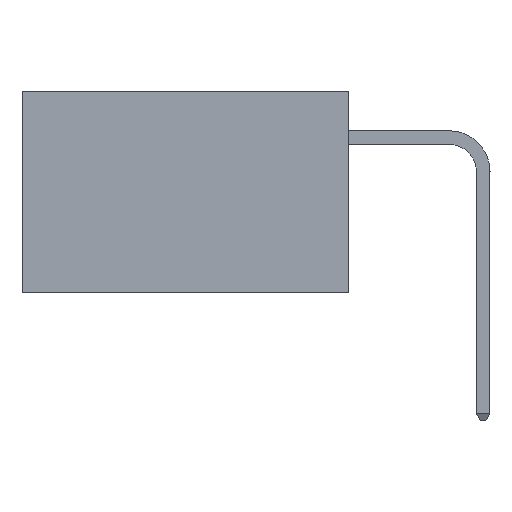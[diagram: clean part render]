
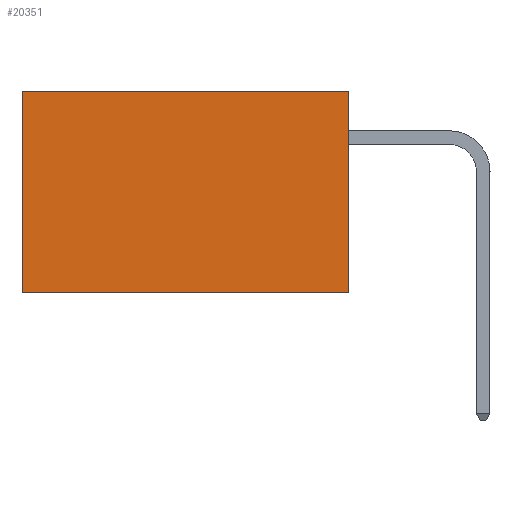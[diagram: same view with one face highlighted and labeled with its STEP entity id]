
A CAD part, left-side view. The second image highlights one B-rep face of the part: STEP entity #20351.
In plain terms, the highlighted planar face has unit normal (-1, 0, 0).
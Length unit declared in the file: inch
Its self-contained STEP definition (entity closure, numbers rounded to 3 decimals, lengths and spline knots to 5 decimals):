
#1544 = VECTOR ( 'NONE', #4482, 39.37008 ) ;
#2091 = PLANE ( 'NONE',  #9887 ) ;
#2261 = LINE ( 'NONE', #29346, #16552 ) ;
#2448 = LINE ( 'NONE', #15897, #1544 ) ;
#2639 = VERTEX_POINT ( 'NONE', #29721 ) ;
#3990 = DIRECTION ( 'NONE',  ( 0., 1., 0. ) ) ;
#4482 = DIRECTION ( 'NONE',  ( 0., 1., 0. ) ) ;
#4948 = DIRECTION ( 'NONE',  ( 1., 0., 0. ) ) ;
#6190 = VERTEX_POINT ( 'NONE', #12918 ) ;
#6223 = EDGE_CURVE ( 'NONE', #2639, #14323, #2261, .T. ) ;
#7758 = DIRECTION ( 'NONE',  ( 0., 0., -1. ) ) ;
#8396 = VECTOR ( 'NONE', #3990, 39.37008 ) ;
#9887 = AXIS2_PLACEMENT_3D ( 'NONE', #16323, #4948, #24587 ) ;
#11424 = LINE ( 'NONE', #13740, #33236 ) ;
#12918 = CARTESIAN_POINT ( 'NONE',  ( 0.2875, 0.6, 0. ) ) ;
#13740 = CARTESIAN_POINT ( 'NONE',  ( 0.2875, 0.6, 0. ) ) ;
#14323 = VERTEX_POINT ( 'NONE', #27103 ) ;
#14719 = ORIENTED_EDGE ( 'NONE', *, *, #6223, .F. ) ;
#14964 = FACE_OUTER_BOUND ( 'NONE', #29910, .T. ) ;
#15897 = CARTESIAN_POINT ( 'NONE',  ( 0.2875, 0., 0. ) ) ;
#16323 = CARTESIAN_POINT ( 'NONE',  ( 0.2875, 0., 0. ) ) ;
#16550 = ORIENTED_EDGE ( 'NONE', *, *, #22149, .T. ) ;
#16552 = VECTOR ( 'NONE', #29462, 39.37008 ) ;
#20351 = ADVANCED_FACE ( 'NONE', ( #14964 ), #2091, .F. ) ;
#22149 = EDGE_CURVE ( 'NONE', #6190, #25203, #11424, .T. ) ;
#23219 = LINE ( 'NONE', #29050, #8396 ) ;
#24587 = DIRECTION ( 'NONE',  ( 0., 0., -1. ) ) ;
#25203 = VERTEX_POINT ( 'NONE', #30935 ) ;
#25330 = ORIENTED_EDGE ( 'NONE', *, *, #34366, .T. ) ;
#26784 = EDGE_CURVE ( 'NONE', #14323, #25203, #23219, .T. ) ;
#27103 = CARTESIAN_POINT ( 'NONE',  ( 0.2875, 0., -0.37 ) ) ;
#29050 = CARTESIAN_POINT ( 'NONE',  ( 0.2875, 0., -0.37 ) ) ;
#29237 = ORIENTED_EDGE ( 'NONE', *, *, #26784, .F. ) ;
#29346 = CARTESIAN_POINT ( 'NONE',  ( 0.2875, 0., 0. ) ) ;
#29462 = DIRECTION ( 'NONE',  ( 0., 0., -1. ) ) ;
#29721 = CARTESIAN_POINT ( 'NONE',  ( 0.2875, 0., 0. ) ) ;
#29910 = EDGE_LOOP ( 'NONE', ( #16550, #29237, #14719, #25330 ) ) ;
#30935 = CARTESIAN_POINT ( 'NONE',  ( 0.2875, 0.6, -0.37 ) ) ;
#33236 = VECTOR ( 'NONE', #7758, 39.37008 ) ;
#34366 = EDGE_CURVE ( 'NONE', #2639, #6190, #2448, .T. ) ;
